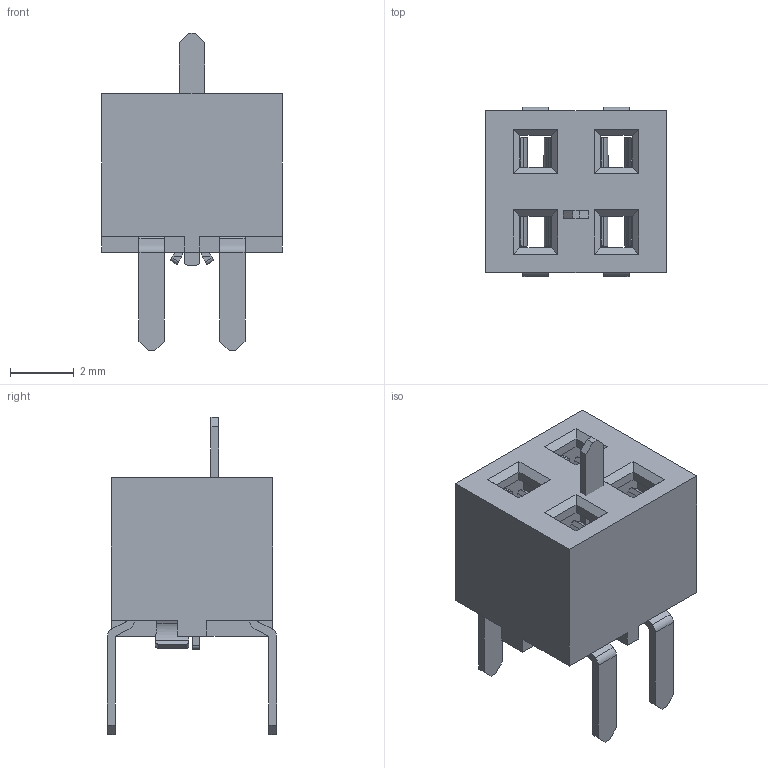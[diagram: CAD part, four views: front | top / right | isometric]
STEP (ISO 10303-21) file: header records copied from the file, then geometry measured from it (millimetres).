
FILE_DESCRIPTION( ( 'Unknown' ), '1' );
FILE_NAME( '61300425721.stp', 'Unknown', ( 'Unknown' ), ( 'Unknown' ), 'PSStep 14.0', 'Unknown', ' ' );
FILE_SCHEMA( ( 'AUTOMOTIVE_DESIGN { 1 0 10303 214 1 1 1 1 }' ) );
Length unit declared in the file: millimetre
Products named in the file (3): Assem1; 6130xx25721_PIN; 61300425721
Bounding box: 5.68 x 5.33 x 10 mm (x, y, z)
Volume: 175.8 mm3; surface area: 743.4 mm2
Topology: 7 solids, 7 shells, 494 faces, 1308 edges, 828 vertices
Faces by surface type: plane 334, cylinder 160
Entity records: 5324 total; most frequent: CARTESIAN_POINT 782, ORIENTED_EDGE 720, DIRECTION 688, EDGE_CURVE 360, LINE 292, VECTOR 292, VERTEX_POINT 228, AXIS2_PLACEMENT_3D 198
